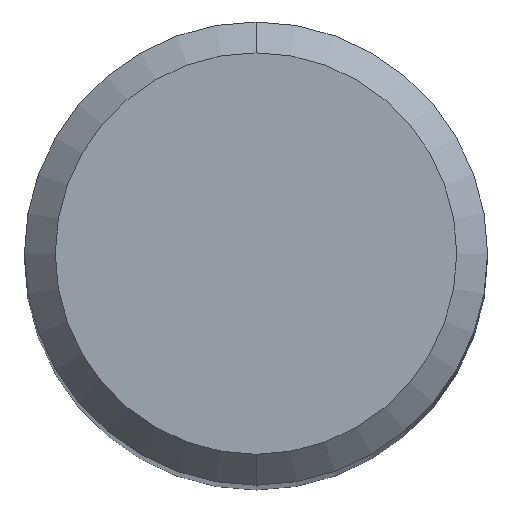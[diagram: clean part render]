
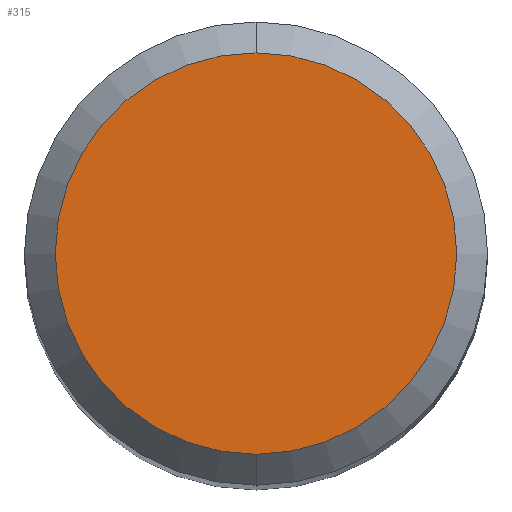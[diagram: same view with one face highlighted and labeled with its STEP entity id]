
A CAD part, top view. The second image highlights one B-rep face of the part: STEP entity #315.
In plain terms, the highlighted planar face has unit normal (0, 0, 1).
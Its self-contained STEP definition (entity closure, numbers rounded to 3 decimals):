
#215=EDGE_CURVE('',#219,#325,#526,.T.);
#219=VERTEX_POINT('',#531);
#249=EDGE_CURVE('',#325,#219,#564,.T.);
#315=ADVANCED_FACE('',(#636),#637,.T.);
#325=VERTEX_POINT('',#648);
#526=CIRCLE('',#873,2.6);
#531=CARTESIAN_POINT('',(0.,-2.6,0.0));
#564=CIRCLE('',#986,2.6);
#636=FACE_OUTER_BOUND('',#1110,.T.);
#637=PLANE('',#1111);
#648=CARTESIAN_POINT('',(0.0,2.6,0.0));
#873=AXIS2_PLACEMENT_3D('',#1490,#1491,#1492);
#986=AXIS2_PLACEMENT_3D('',#1539,#1540,#1541);
#1110=EDGE_LOOP('',(#1624,#1625));
#1111=AXIS2_PLACEMENT_3D('',#1626,#1627,#1628);
#1490=CARTESIAN_POINT('',(0.0,0.0,0.0));
#1491=DIRECTION('',(0.0,0.0,-1.0));
#1492=DIRECTION('',(0.0,1.0,0.0));
#1539=CARTESIAN_POINT('',(0.0,0.0,0.0));
#1540=DIRECTION('',(0.0,0.0,-1.0));
#1541=DIRECTION('',(0.0,1.0,0.0));
#1624=ORIENTED_EDGE('',*,*,#249,.F.);
#1625=ORIENTED_EDGE('',*,*,#215,.F.);
#1626=CARTESIAN_POINT('',(0.0,1.3,0.0));
#1627=DIRECTION('',(-0.0,0.0,1.0));
#1628=DIRECTION('',(0.0,-1.0,0.0));
